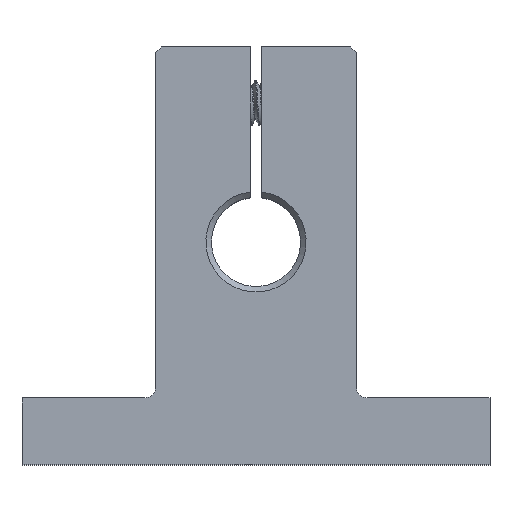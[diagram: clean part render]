
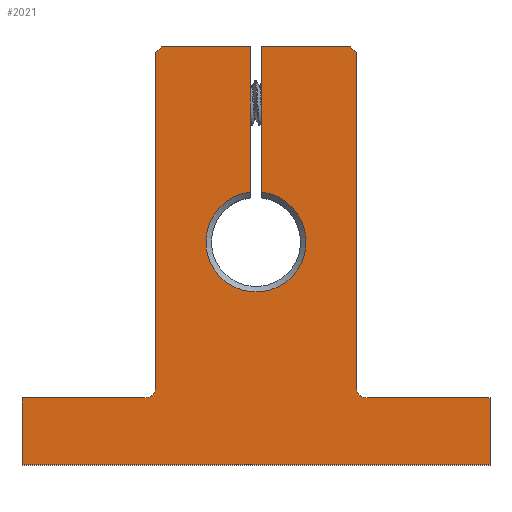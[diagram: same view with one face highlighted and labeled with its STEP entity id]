
A CAD part, top view. The second image highlights one B-rep face of the part: STEP entity #2021.
In plain terms, the highlighted planar face has unit normal (0, 0, 1).
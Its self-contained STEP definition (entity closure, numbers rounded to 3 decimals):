
#48=PLANE('',#2179);
#175=FACE_OUTER_BOUND('',#293,.T.);
#293=EDGE_LOOP('',(#1651,#1652,#1653,#1654,#1655,#1656,#1657,#1658,#1659,
#1660,#1661,#1662,#1663,#1664,#1665,#1666));
#359=CIRCLE('',#2180,1.);
#360=CIRCLE('',#2181,1.);
#361=CIRCLE('',#2182,4.5);
#578=LINE('',#6671,#703);
#582=LINE('',#6679,#707);
#585=LINE('',#6685,#710);
#586=LINE('',#6689,#711);
#587=LINE('',#6691,#712);
#588=LINE('',#6693,#713);
#589=LINE('',#6695,#714);
#590=LINE('',#6697,#715);
#591=LINE('',#6701,#716);
#592=LINE('',#6703,#717);
#593=LINE('',#6705,#718);
#594=LINE('',#6707,#719);
#595=LINE('',#6710,#720);
#703=VECTOR('',#2534,10.);
#707=VECTOR('',#2540,10.);
#710=VECTOR('',#2545,10.);
#711=VECTOR('',#2548,10.);
#712=VECTOR('',#2549,10.);
#713=VECTOR('',#2550,10.);
#714=VECTOR('',#2551,10.);
#715=VECTOR('',#2552,10.);
#716=VECTOR('',#2555,10.);
#717=VECTOR('',#2556,10.);
#718=VECTOR('',#2557,10.);
#719=VECTOR('',#2558,10.);
#720=VECTOR('',#2561,10.);
#897=VERTEX_POINT('',#6669);
#898=VERTEX_POINT('',#6670);
#901=VERTEX_POINT('',#6678);
#903=VERTEX_POINT('',#6684);
#904=VERTEX_POINT('',#6686);
#905=VERTEX_POINT('',#6688);
#906=VERTEX_POINT('',#6690);
#907=VERTEX_POINT('',#6692);
#908=VERTEX_POINT('',#6694);
#909=VERTEX_POINT('',#6696);
#910=VERTEX_POINT('',#6698);
#911=VERTEX_POINT('',#6700);
#912=VERTEX_POINT('',#6702);
#913=VERTEX_POINT('',#6704);
#914=VERTEX_POINT('',#6706);
#915=VERTEX_POINT('',#6708);
#1171=EDGE_CURVE('',#897,#898,#578,.T.);
#1175=EDGE_CURVE('',#901,#898,#582,.T.);
#1178=EDGE_CURVE('',#897,#903,#585,.T.);
#1179=EDGE_CURVE('',#904,#903,#359,.T.);
#1180=EDGE_CURVE('',#904,#905,#586,.T.);
#1181=EDGE_CURVE('',#905,#906,#587,.T.);
#1182=EDGE_CURVE('',#906,#907,#588,.T.);
#1183=EDGE_CURVE('',#907,#908,#589,.T.);
#1184=EDGE_CURVE('',#908,#909,#590,.T.);
#1185=EDGE_CURVE('',#910,#909,#360,.T.);
#1186=EDGE_CURVE('',#910,#911,#591,.T.);
#1187=EDGE_CURVE('',#912,#911,#592,.T.);
#1188=EDGE_CURVE('',#912,#913,#593,.T.);
#1189=EDGE_CURVE('',#913,#914,#594,.T.);
#1190=EDGE_CURVE('',#915,#914,#361,.T.);
#1191=EDGE_CURVE('',#915,#901,#595,.T.);
#1651=ORIENTED_EDGE('',*,*,#1171,.F.);
#1652=ORIENTED_EDGE('',*,*,#1178,.T.);
#1653=ORIENTED_EDGE('',*,*,#1179,.F.);
#1654=ORIENTED_EDGE('',*,*,#1180,.T.);
#1655=ORIENTED_EDGE('',*,*,#1181,.T.);
#1656=ORIENTED_EDGE('',*,*,#1182,.T.);
#1657=ORIENTED_EDGE('',*,*,#1183,.T.);
#1658=ORIENTED_EDGE('',*,*,#1184,.T.);
#1659=ORIENTED_EDGE('',*,*,#1185,.F.);
#1660=ORIENTED_EDGE('',*,*,#1186,.T.);
#1661=ORIENTED_EDGE('',*,*,#1187,.F.);
#1662=ORIENTED_EDGE('',*,*,#1188,.T.);
#1663=ORIENTED_EDGE('',*,*,#1189,.T.);
#1664=ORIENTED_EDGE('',*,*,#1190,.F.);
#1665=ORIENTED_EDGE('',*,*,#1191,.T.);
#1666=ORIENTED_EDGE('',*,*,#1175,.T.);
#2021=ADVANCED_FACE('',(#175),#48,.T.);
#2179=AXIS2_PLACEMENT_3D('',#6683,#2543,#2544);
#2180=AXIS2_PLACEMENT_3D('',#6687,#2546,#2547);
#2181=AXIS2_PLACEMENT_3D('',#6699,#2553,#2554);
#2182=AXIS2_PLACEMENT_3D('',#6709,#2559,#2560);
#2534=DIRECTION('',(0.707,0.707,0.));
#2540=DIRECTION('',(-1.,0.,0.));
#2543=DIRECTION('center_axis',(0.,0.,1.));
#2544=DIRECTION('ref_axis',(1.,0.,0.));
#2545=DIRECTION('',(0.,-1.,0.));
#2546=DIRECTION('center_axis',(0.,0.,1.));
#2547=DIRECTION('ref_axis',(0.707,-0.707,0.));
#2548=DIRECTION('',(-1.,0.,0.));
#2549=DIRECTION('',(0.,-1.,0.));
#2550=DIRECTION('',(1.,0.,0.));
#2551=DIRECTION('',(0.,1.,0.));
#2552=DIRECTION('',(-1.,0.,0.));
#2553=DIRECTION('center_axis',(0.,0.,1.));
#2554=DIRECTION('ref_axis',(-0.707,-0.707,0.));
#2555=DIRECTION('',(0.,1.,0.));
#2556=DIRECTION('',(0.707,-0.707,0.));
#2557=DIRECTION('',(-1.,0.,0.));
#2558=DIRECTION('',(0.,-1.,0.));
#2559=DIRECTION('center_axis',(0.,0.,1.));
#2560=DIRECTION('ref_axis',(1.,0.,0.));
#2561=DIRECTION('',(0.,1.,0.));
#6669=CARTESIAN_POINT('',(12.,37.,14.));
#6670=CARTESIAN_POINT('',(12.5,37.5,14.));
#6671=CARTESIAN_POINT('',(9.813,34.813,14.));
#6678=CARTESIAN_POINT('',(20.5,37.5,14.));
#6679=CARTESIAN_POINT('',(30.,37.5,14.));
#6683=CARTESIAN_POINT('Origin',(21.,18.75,14.));
#6684=CARTESIAN_POINT('',(12.,7.,14.));
#6685=CARTESIAN_POINT('',(12.,37.5,14.));
#6686=CARTESIAN_POINT('',(11.,6.,14.));
#6687=CARTESIAN_POINT('Origin',(11.,7.,14.));
#6688=CARTESIAN_POINT('',(0.,6.,14.));
#6689=CARTESIAN_POINT('',(12.,6.,14.));
#6690=CARTESIAN_POINT('',(0.,0.,14.));
#6691=CARTESIAN_POINT('',(0.,6.,14.));
#6692=CARTESIAN_POINT('',(42.,0.,14.));
#6693=CARTESIAN_POINT('',(0.,0.,14.));
#6694=CARTESIAN_POINT('',(42.,6.,14.));
#6695=CARTESIAN_POINT('',(42.,0.,14.));
#6696=CARTESIAN_POINT('',(31.,6.,14.));
#6697=CARTESIAN_POINT('',(42.,6.,14.));
#6698=CARTESIAN_POINT('',(30.,7.,14.));
#6699=CARTESIAN_POINT('Origin',(31.,7.,14.));
#6700=CARTESIAN_POINT('',(30.,37.,14.));
#6701=CARTESIAN_POINT('',(30.,6.,14.));
#6702=CARTESIAN_POINT('',(29.5,37.5,14.));
#6703=CARTESIAN_POINT('',(32.188,34.813,14.));
#6704=CARTESIAN_POINT('',(21.5,37.5,14.));
#6705=CARTESIAN_POINT('',(30.,37.5,14.));
#6706=CARTESIAN_POINT('',(21.5,24.472,14.));
#6707=CARTESIAN_POINT('',(21.5,23.969,14.));
#6708=CARTESIAN_POINT('',(20.5,24.472,14.));
#6709=CARTESIAN_POINT('Origin',(21.,20.,14.));
#6710=CARTESIAN_POINT('',(20.5,37.5,14.));
